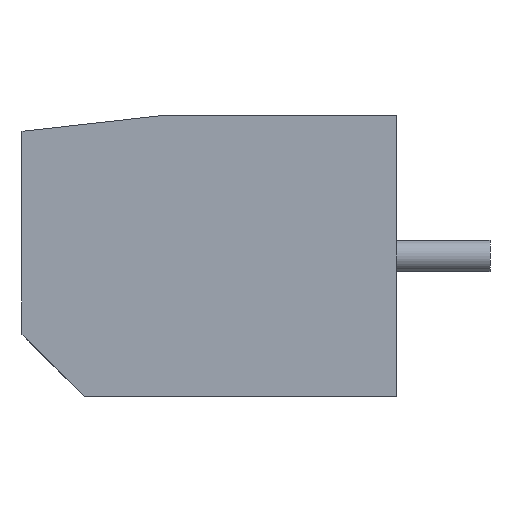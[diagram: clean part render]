
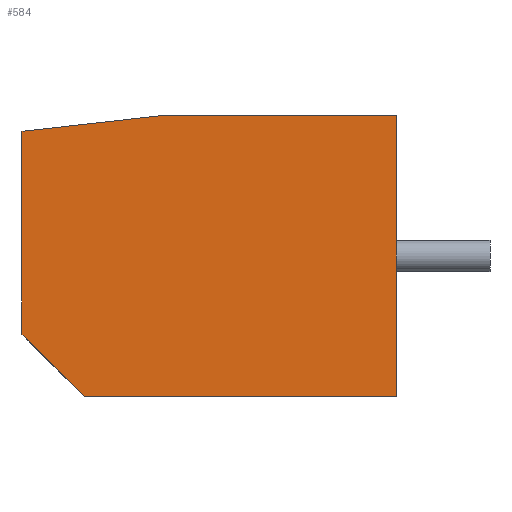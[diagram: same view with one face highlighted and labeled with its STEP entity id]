
A CAD part, left-side view. The second image highlights one B-rep face of the part: STEP entity #584.
In plain terms, the highlighted planar face has unit normal (-1, 0, 0).
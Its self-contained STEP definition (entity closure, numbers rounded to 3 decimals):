
#41 = CARTESIAN_POINT ( 'NONE',  ( -10., 12., -4.5 ) ) ;
#66 = DIRECTION ( 'NONE',  ( 0., 0., -1. ) ) ;
#138 = VERTEX_POINT ( 'NONE', #3057 ) ;
#155 = DIRECTION ( 'NONE',  ( 0., -1., 0. ) ) ;
#186 = CARTESIAN_POINT ( 'NONE',  ( -10., 0., 4.5 ) ) ;
#296 = VECTOR ( 'NONE', #4682, 1000. ) ;
#346 = EDGE_CURVE ( 'NONE', #138, #4150, #2194, .T. ) ;
#409 = LINE ( 'NONE', #3698, #4280 ) ;
#523 = DIRECTION ( 'NONE',  ( 1., 0., 0. ) ) ;
#584 = ADVANCED_FACE ( 'NONE', ( #4165 ), #3680, .F. ) ;
#588 = LINE ( 'NONE', #4152, #2488 ) ;
#750 = ORIENTED_EDGE ( 'NONE', *, *, #1969, .F. ) ;
#1007 = CARTESIAN_POINT ( 'NONE',  ( -10., 0., 0. ) ) ;
#1151 = VECTOR ( 'NONE', #3124, 1000. ) ;
#1259 = EDGE_CURVE ( 'NONE', #3468, #2441, #4417, .T. ) ;
#1274 = DIRECTION ( 'NONE',  ( 0., -1., 0. ) ) ;
#1439 = CARTESIAN_POINT ( 'NONE',  ( -10., 10.004, -4.5 ) ) ;
#1511 = LINE ( 'NONE', #1439, #296 ) ;
#1658 = CARTESIAN_POINT ( 'NONE',  ( -10., 12., -2.504 ) ) ;
#1876 = ORIENTED_EDGE ( 'NONE', *, *, #346, .T. ) ;
#1947 = ORIENTED_EDGE ( 'NONE', *, *, #2838, .F. ) ;
#1969 = EDGE_CURVE ( 'NONE', #2877, #3468, #409, .T. ) ;
#2098 = CARTESIAN_POINT ( 'NONE',  ( -10., 12., 3.996 ) ) ;
#2194 = LINE ( 'NONE', #2921, #5285 ) ;
#2402 = CARTESIAN_POINT ( 'NONE',  ( -10., 12., 4.5 ) ) ;
#2413 = EDGE_CURVE ( 'NONE', #3451, #2877, #588, .T. ) ;
#2441 = VERTEX_POINT ( 'NONE', #186 ) ;
#2488 = VECTOR ( 'NONE', #3824, 1000. ) ;
#2507 = DIRECTION ( 'NONE',  ( 0., -0.994, 0.112 ) ) ;
#2606 = ORIENTED_EDGE ( 'NONE', *, *, #2413, .F. ) ;
#2652 = VECTOR ( 'NONE', #1274, 1000. ) ;
#2838 = EDGE_CURVE ( 'NONE', #138, #3451, #1511, .T. ) ;
#2862 = CARTESIAN_POINT ( 'NONE',  ( -10., 7.529, 4.5 ) ) ;
#2877 = VERTEX_POINT ( 'NONE', #2098 ) ;
#2921 = CARTESIAN_POINT ( 'NONE',  ( -10., 12., -4.5 ) ) ;
#2964 = ORIENTED_EDGE ( 'NONE', *, *, #3916, .F. ) ;
#3057 = CARTESIAN_POINT ( 'NONE',  ( -10., 10.004, -4.5 ) ) ;
#3124 = DIRECTION ( 'NONE',  ( 0., 0., -1. ) ) ;
#3186 = EDGE_LOOP ( 'NONE', ( #750, #2606, #1947, #1876, #2964, #4469 ) ) ;
#3406 = LINE ( 'NONE', #1007, #1151 ) ;
#3451 = VERTEX_POINT ( 'NONE', #1658 ) ;
#3468 = VERTEX_POINT ( 'NONE', #2862 ) ;
#3680 = PLANE ( 'NONE',  #5029 ) ;
#3698 = CARTESIAN_POINT ( 'NONE',  ( -10., 12., 3.996 ) ) ;
#3824 = DIRECTION ( 'NONE',  ( 0., 0., 1. ) ) ;
#3916 = EDGE_CURVE ( 'NONE', #2441, #4150, #3406, .T. ) ;
#4097 = CARTESIAN_POINT ( 'NONE',  ( -10., 0., -4.5 ) ) ;
#4150 = VERTEX_POINT ( 'NONE', #4097 ) ;
#4152 = CARTESIAN_POINT ( 'NONE',  ( -10., 12., -4.5 ) ) ;
#4165 = FACE_OUTER_BOUND ( 'NONE', #3186, .T. ) ;
#4280 = VECTOR ( 'NONE', #2507, 1000. ) ;
#4417 = LINE ( 'NONE', #2402, #2652 ) ;
#4469 = ORIENTED_EDGE ( 'NONE', *, *, #1259, .F. ) ;
#4682 = DIRECTION ( 'NONE',  ( 0., 0.707, 0.707 ) ) ;
#5029 = AXIS2_PLACEMENT_3D ( 'NONE', #41, #523, #66 ) ;
#5285 = VECTOR ( 'NONE', #155, 1000. ) ;
